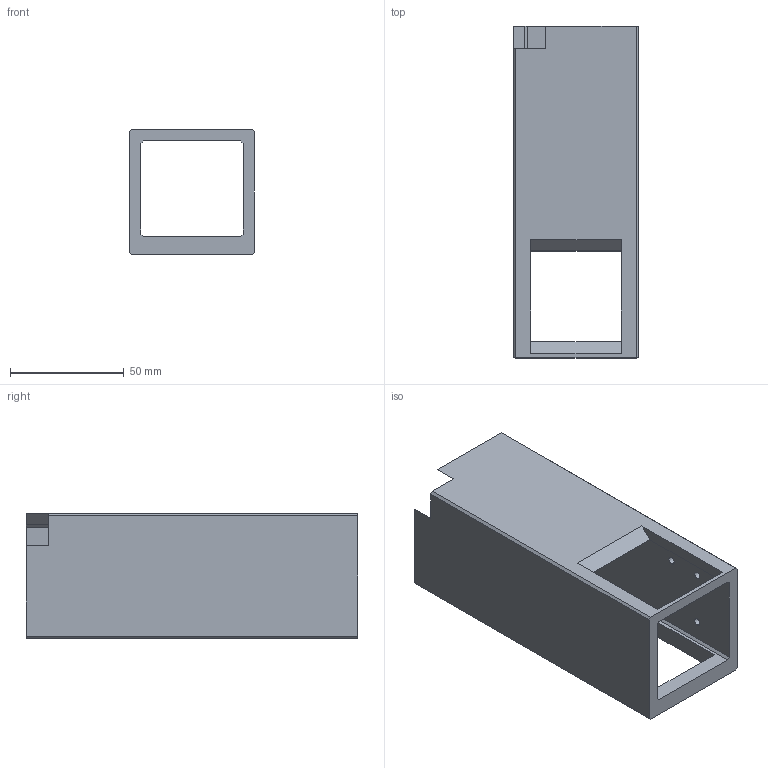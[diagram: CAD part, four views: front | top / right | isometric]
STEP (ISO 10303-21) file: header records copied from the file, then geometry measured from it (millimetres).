
FILE_DESCRIPTION (( 'STEP AP214' ), '1' );
FILE_NAME ('feeder tube V2.STEP', '2025-03-26T10:33:29', ( '' ), ( '' ), 'SwSTEP 2.0', 'SolidWorks 2024', '' );
FILE_SCHEMA (( 'AUTOMOTIVE_DESIGN' ));
Length unit declared in the file: millimetre
Products named in the file (1): feeder tube V2
Bounding box: 55 x 146 x 55 mm (x, y, z)
Volume: 125762.6 mm3; surface area: 52211.5 mm2
Topology: 1 solids, 1 shells, 70 faces, 192 edges, 128 vertices
Faces by surface type: plane 50, cylinder 20
Entity records: 2271 total; most frequent: CARTESIAN_POINT 391, ORIENTED_EDGE 384, DIRECTION 374, EDGE_CURVE 192, LINE 152, VECTOR 152, VERTEX_POINT 128, AXIS2_PLACEMENT_3D 111
